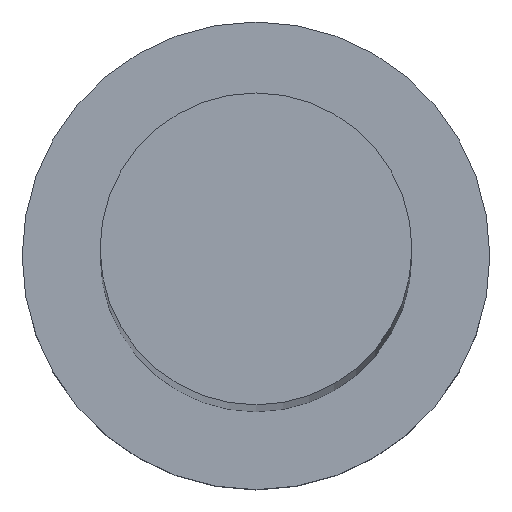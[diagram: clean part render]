
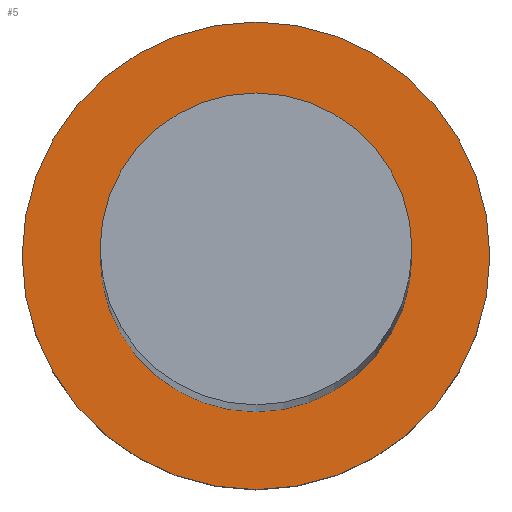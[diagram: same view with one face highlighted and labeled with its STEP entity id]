
A CAD part, top view. The second image highlights one B-rep face of the part: STEP entity #5.
In plain terms, the highlighted planar face has unit normal (0, 0, 1).
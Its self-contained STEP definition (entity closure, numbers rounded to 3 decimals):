
#5 = ADVANCED_FACE ( 'NONE', ( #132, #99 ), #246, .T. ) ;
#13 = VERTEX_POINT ( 'NONE', #205 ) ;
#19 = VERTEX_POINT ( 'NONE', #171 ) ;
#26 = EDGE_CURVE ( 'NONE', #13, #72, #141, .T. ) ;
#30 = EDGE_LOOP ( 'NONE', ( #39, #182 ) ) ;
#35 = ORIENTED_EDGE ( 'NONE', *, *, #104, .T. ) ;
#36 = AXIS2_PLACEMENT_3D ( 'NONE', #61, #155, #207 ) ;
#39 = ORIENTED_EDGE ( 'NONE', *, *, #244, .F. ) ;
#41 = CIRCLE ( 'NONE', #148, 9. ) ;
#48 = DIRECTION ( 'NONE',  ( 0., 0., 1. ) ) ;
#60 = AXIS2_PLACEMENT_3D ( 'NONE', #213, #48, #158 ) ;
#61 = CARTESIAN_POINT ( 'NONE',  ( 0., 0., 6.5 ) ) ;
#69 = CARTESIAN_POINT ( 'NONE',  ( 0., 0., 6.5 ) ) ;
#72 = VERTEX_POINT ( 'NONE', #131 ) ;
#82 = DIRECTION ( 'NONE',  ( 1., 0., 0. ) ) ;
#85 = DIRECTION ( 'NONE',  ( 0., 0., 1. ) ) ;
#94 = CIRCLE ( 'NONE', #60, 6. ) ;
#99 = FACE_OUTER_BOUND ( 'NONE', #217, .T. ) ;
#104 = EDGE_CURVE ( 'NONE', #72, #13, #41, .T. ) ;
#106 = CIRCLE ( 'NONE', #191, 6. ) ;
#109 = ORIENTED_EDGE ( 'NONE', *, *, #26, .T. ) ;
#123 = CARTESIAN_POINT ( 'NONE',  ( 6., 0., 6.5 ) ) ;
#131 = CARTESIAN_POINT ( 'NONE',  ( -9., 0., 6.5 ) ) ;
#132 = FACE_BOUND ( 'NONE', #30, .T. ) ;
#139 = DIRECTION ( 'NONE',  ( 0., 0., 1. ) ) ;
#141 = CIRCLE ( 'NONE', #36, 9. ) ;
#144 = EDGE_CURVE ( 'NONE', #165, #19, #106, .T. ) ;
#148 = AXIS2_PLACEMENT_3D ( 'NONE', #177, #85, #196 ) ;
#153 = AXIS2_PLACEMENT_3D ( 'NONE', #225, #253, #82 ) ;
#155 = DIRECTION ( 'NONE',  ( 0., 0., 1. ) ) ;
#158 = DIRECTION ( 'NONE',  ( 1., 0., 0. ) ) ;
#165 = VERTEX_POINT ( 'NONE', #123 ) ;
#171 = CARTESIAN_POINT ( 'NONE',  ( -6., 0., 6.5 ) ) ;
#177 = CARTESIAN_POINT ( 'NONE',  ( 0., 0., 6.5 ) ) ;
#182 = ORIENTED_EDGE ( 'NONE', *, *, #144, .F. ) ;
#191 = AXIS2_PLACEMENT_3D ( 'NONE', #69, #139, #210 ) ;
#196 = DIRECTION ( 'NONE',  ( 1., 0., 0. ) ) ;
#205 = CARTESIAN_POINT ( 'NONE',  ( 9., 0., 6.5 ) ) ;
#207 = DIRECTION ( 'NONE',  ( 1., 0., 0. ) ) ;
#210 = DIRECTION ( 'NONE',  ( 1., 0., 0. ) ) ;
#213 = CARTESIAN_POINT ( 'NONE',  ( 0., 0., 6.5 ) ) ;
#217 = EDGE_LOOP ( 'NONE', ( #35, #109 ) ) ;
#225 = CARTESIAN_POINT ( 'NONE',  ( 0., 0., 6.5 ) ) ;
#244 = EDGE_CURVE ( 'NONE', #19, #165, #94, .T. ) ;
#246 = PLANE ( 'NONE',  #153 ) ;
#253 = DIRECTION ( 'NONE',  ( 0., 0., 1. ) ) ;
